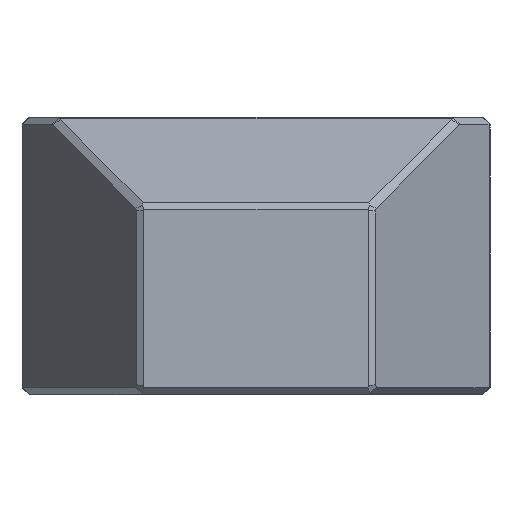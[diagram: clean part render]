
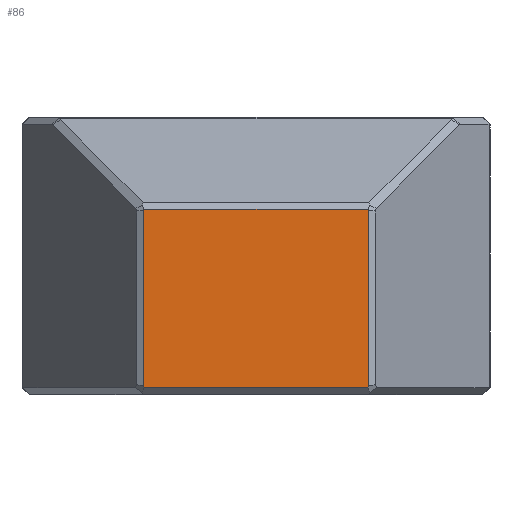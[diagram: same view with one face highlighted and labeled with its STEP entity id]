
A CAD part, left-side view. The second image highlights one B-rep face of the part: STEP entity #86.
In plain terms, the highlighted planar face has unit normal (-1, 0, 0).
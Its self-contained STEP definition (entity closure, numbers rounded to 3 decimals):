
#86 = ADVANCED_FACE( '', ( #160 ), #161, .T. );
#160 = FACE_OUTER_BOUND( '', #286, .T. );
#161 = PLANE( '', #287 );
#286 = EDGE_LOOP( '', ( #504, #505, #506, #507, #508, #509, #510, #511 ) );
#287 = AXIS2_PLACEMENT_3D( '', #512, #513, #514 );
#504 = ORIENTED_EDGE( '', *, *, #979, .T. );
#505 = ORIENTED_EDGE( '', *, *, #980, .T. );
#506 = ORIENTED_EDGE( '', *, *, #981, .T. );
#507 = ORIENTED_EDGE( '', *, *, #982, .T. );
#508 = ORIENTED_EDGE( '', *, *, #983, .T. );
#509 = ORIENTED_EDGE( '', *, *, #984, .T. );
#510 = ORIENTED_EDGE( '', *, *, #985, .T. );
#511 = ORIENTED_EDGE( '', *, *, #986, .T. );
#512 = CARTESIAN_POINT( '', ( -30., -16., 0. ) );
#513 = DIRECTION( '', ( -1., 0., 0. ) );
#514 = DIRECTION( '', ( 0., 0., 1. ) );
#979 = EDGE_CURVE( '', #1198, #1199, #1200, .T. );
#980 = EDGE_CURVE( '', #1199, #1201, #1202, .T. );
#981 = EDGE_CURVE( '', #1201, #1203, #1204, .T. );
#982 = EDGE_CURVE( '', #1203, #1205, #1206, .T. );
#983 = EDGE_CURVE( '', #1205, #1207, #1208, .T. );
#984 = EDGE_CURVE( '', #1207, #1209, #1210, .T. );
#985 = EDGE_CURVE( '', #1209, #1211, #1212, .T. );
#986 = EDGE_CURVE( '', #1211, #1198, #1213, .T. );
#1198 = VERTEX_POINT( '', #1538 );
#1199 = VERTEX_POINT( '', #1539 );
#1200 = LINE( '', #1540, #1541 );
#1201 = VERTEX_POINT( '', #1542 );
#1202 = LINE( '', #1543, #1544 );
#1203 = VERTEX_POINT( '', #1545 );
#1204 = LINE( '', #1546, #1547 );
#1205 = VERTEX_POINT( '', #1548 );
#1206 = LINE( '', #1549, #1550 );
#1207 = VERTEX_POINT( '', #1551 );
#1208 = LINE( '', #1552, #1553 );
#1209 = VERTEX_POINT( '', #1554 );
#1210 = LINE( '', #1555, #1556 );
#1211 = VERTEX_POINT( '', #1557 );
#1212 = LINE( '', #1558, #1559 );
#1213 = LINE( '', #1560, #1561 );
#1538 = CARTESIAN_POINT( '', ( -30., -7.673, 12.711 ) );
#1539 = CARTESIAN_POINT( '', ( -30., 7.673, 12.711 ) );
#1540 = CARTESIAN_POINT( '', ( -30., -16., 12.711 ) );
#1541 = VECTOR( '', #1885, 1000. );
#1542 = CARTESIAN_POINT( '', ( -30., 7.711, 12.644 ) );
#1543 = CARTESIAN_POINT( '', ( -30., 7.259, 13.428 ) );
#1544 = VECTOR( '', #1886, 1000. );
#1545 = CARTESIAN_POINT( '', ( -30., 7.711, 0.604 ) );
#1546 = CARTESIAN_POINT( '', ( -30., 7.711, 0. ) );
#1547 = VECTOR( '', #1887, 1000. );
#1548 = CARTESIAN_POINT( '', ( -30., 7.627, 0.5 ) );
#1549 = CARTESIAN_POINT( '', ( -30., -2.069, -11.375 ) );
#1550 = VECTOR( '', #1888, 1000. );
#1551 = CARTESIAN_POINT( '', ( -30., -7.627, 0.5 ) );
#1552 = CARTESIAN_POINT( '', ( -30., -16., 0.5 ) );
#1553 = VECTOR( '', #1889, 1000. );
#1554 = CARTESIAN_POINT( '', ( -30., -7.711, 0.604 ) );
#1555 = CARTESIAN_POINT( '', ( -30., -10.731, 4.302 ) );
#1556 = VECTOR( '', #1890, 1000. );
#1557 = CARTESIAN_POINT( '', ( -30., -7.711, 12.644 ) );
#1558 = CARTESIAN_POINT( '', ( -30., -7.711, 0. ) );
#1559 = VECTOR( '', #1891, 1000. );
#1560 = CARTESIAN_POINT( '', ( -30., -15.259, -0.428 ) );
#1561 = VECTOR( '', #1892, 1000. );
#1885 = DIRECTION( '', ( 0., 1., 0. ) );
#1886 = DIRECTION( '', ( 0., 0.5, -0.866 ) );
#1887 = DIRECTION( '', ( 0., 0., -1. ) );
#1888 = DIRECTION( '', ( 0., -0.632, -0.775 ) );
#1889 = DIRECTION( '', ( 0., -1., 0. ) );
#1890 = DIRECTION( '', ( 0., -0.632, 0.775 ) );
#1891 = DIRECTION( '', ( 0., 0., 1. ) );
#1892 = DIRECTION( '', ( 0., 0.5, 0.866 ) );
